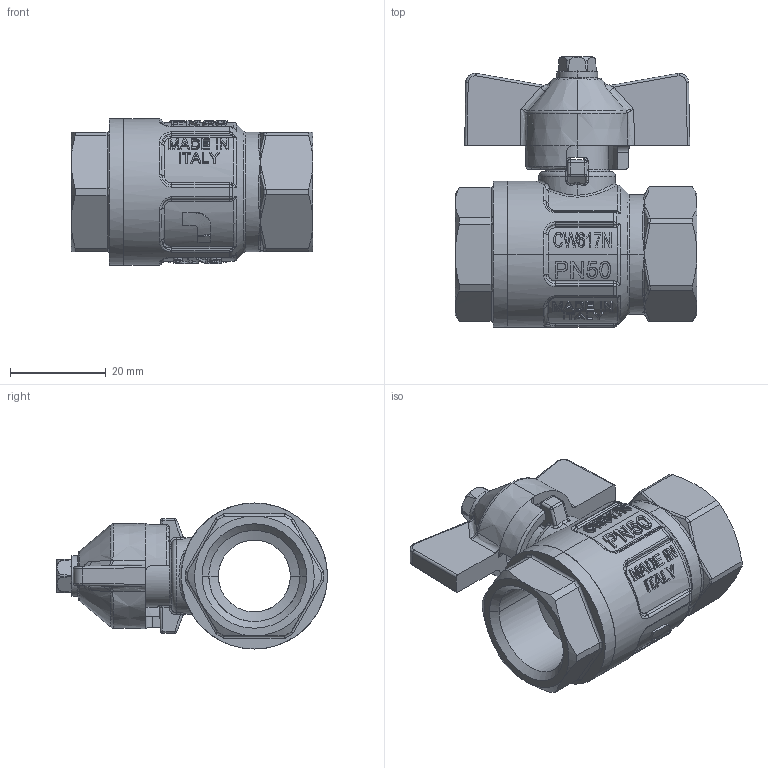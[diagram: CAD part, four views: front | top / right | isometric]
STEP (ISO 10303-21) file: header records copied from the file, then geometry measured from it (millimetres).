
FILE_DESCRIPTION (( 'STEP AP214' ), '1' );
FILE_NAME ('IT-IDEAL09204_R.STEP', '2018-09-21T13:34:08', ( '' ), ( '' ), 'SwSTEP 2.0', 'SolidWorks 2018', '' );
FILE_SCHEMA (( 'AUTOMOTIVE_DESIGN' ));
Products named in the file (1): IT-IDEAL09204_R
Bounding box: 50.5 x 56.55 x 30.5 mm (x, y, z)
Surface area: 11001.8 mm2 (no closed solid volume)
Topology: 0 solids, 5 shells, 818 faces, 2176 edges, 1345 vertices
Faces by surface type: bspline 290, plane 258, cylinder 148, torus 62, cone 48, sphere 12
Entity records: 40425 total; most frequent: CARTESIAN_POINT 26012, ORIENTED_EDGE 4118, EDGE_CURVE 2130, B_SPLINE_CURVE_WITH_KNOTS 1996, VERTEX_POINT 1345, DIRECTION 1058, EDGE_LOOP 865, FACE_OUTER_BOUND 818
